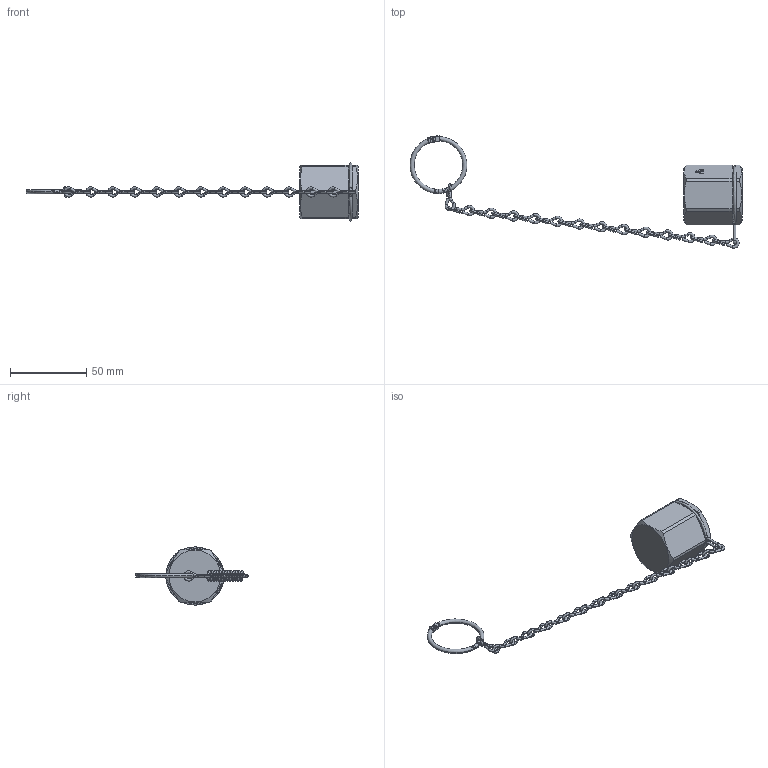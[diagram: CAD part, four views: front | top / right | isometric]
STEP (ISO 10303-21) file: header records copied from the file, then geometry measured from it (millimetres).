
FILE_DESCRIPTION (( 'STEP AP203' ), '1' );
FILE_NAME ('AD-BS3FSS-BL-R.STEP', '2025-08-18T14:18:13', ( '' ), ( '' ), 'SwSTEP 2.0', 'SolidWorks 2018', '' );
FILE_SCHEMA (( 'CONFIG_CONTROL_DESIGN' ));
Length unit declared in the file: inch
Products named in the file (8): PRT-002239_STAINLESS; PRT-002255_SMALL PIN; ASY-000214_One Link Bent; AD-BS3FSS-BL-R; ASY-000291; PRT-002245_RING-1.187D HALF; PRT-000070; PRT-000343
Assembly tree (21 placements, depth 3):
  AD-BS3FSS-BL-R
    PRT-000343
    PRT-000070
    ASY-000214_One Link Bent
      PRT-002239_STAINLESS  x14
    ASY-000291
      PRT-002245_RING-1.187D HALF  x2
      PRT-002255_SMALL PIN
Bounding box: 217.83 x 73.72 x 38.09 mm (x, y, z)
Volume: 33250.7 mm3; surface area: 13681.9 mm2
Topology: 19 solids, 19 shells, 563 faces, 1340 edges, 813 vertices
Faces by surface type: cylinder 190, bspline 149, torus 102, plane 93, sphere 16, cone 13
Entity records: 18598 total; most frequent: CARTESIAN_POINT 11852, ORIENTED_EDGE 1286, DIRECTION 921, EDGE_CURVE 643, VERTEX_POINT 410, AXIS2_PLACEMENT_3D 341, EDGE_LOOP 269, ADVANCED_FACE 255
